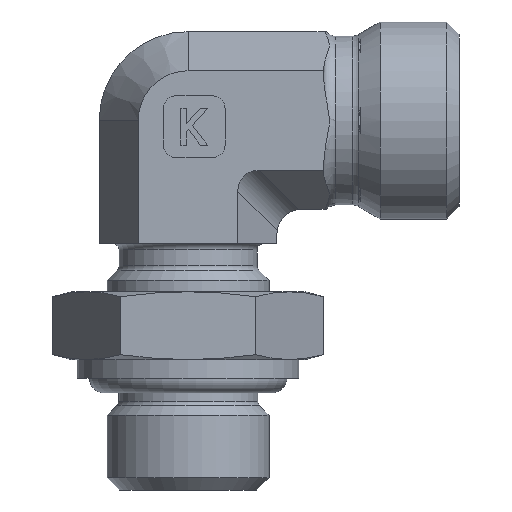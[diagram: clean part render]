
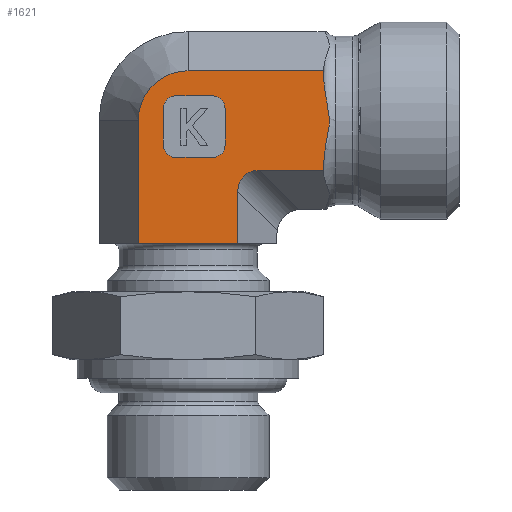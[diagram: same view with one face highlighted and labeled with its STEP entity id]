
A CAD part, left-side view. The second image highlights one B-rep face of the part: STEP entity #1621.
In plain terms, the highlighted planar face has unit normal (-1, 0, 0).
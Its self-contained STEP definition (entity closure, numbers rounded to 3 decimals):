
#526=CARTESIAN_POINT('',(-25.121,12.189,2.));
#527=VERTEX_POINT('',#526);
#528=CARTESIAN_POINT('',(-25.121,4.106,2.));
#529=VERTEX_POINT('',#528);
#530=CARTESIAN_POINT('',(-25.121,12.189,2.));
#531=DIRECTION('',(0.0,-1.0,0.0));
#532=VECTOR('',#531,8.083);
#533=LINE('',#530,#532);
#534=EDGE_CURVE('',#527,#529,#533,.T.);
#738=CARTESIAN_POINT('',(-25.121,12.189,12.));
#739=VERTEX_POINT('',#738);
#740=CARTESIAN_POINT('',(-25.121,12.189,2.));
#741=DIRECTION('',(0.0,0.0,1.0));
#742=VECTOR('',#741,10.);
#743=LINE('',#740,#742);
#744=EDGE_CURVE('',#527,#739,#743,.T.);
#944=CARTESIAN_POINT('',(-25.121,-2.852,15.553));
#945=VERTEX_POINT('',#944);
#953=CARTESIAN_POINT('',(-25.121,-2.852,8.447));
#954=VERTEX_POINT('',#953);
#955=CARTESIAN_POINT('',(-25.121,-2.852,8.447));
#956=CARTESIAN_POINT('',(-25.121,-2.852,8.846));
#957=CARTESIAN_POINT('',(-25.121,-2.911,9.322));
#958=CARTESIAN_POINT('',(-25.121,-3.102,10.431));
#959=CARTESIAN_POINT('',(-25.121,-3.325,11.273));
#960=CARTESIAN_POINT('',(-25.121,-3.325,12.727));
#961=CARTESIAN_POINT('',(-25.121,-3.102,13.569));
#962=CARTESIAN_POINT('',(-25.121,-2.911,14.678));
#963=CARTESIAN_POINT('',(-25.121,-2.852,15.154));
#964=CARTESIAN_POINT('',(-25.121,-2.852,15.553));
#965=B_SPLINE_CURVE_WITH_KNOTS('',3,(#955,#956,#957,#958,#959,#960,#961,#962,#963,#964),.UNSPECIFIED.,.F.,.U.,(4,2,2,2,4),(0.775,0.894,1.112,1.33,1.45),.UNSPECIFIED.);
#966=EDGE_CURVE('',#954,#945,#965,.T.);
#1429=CARTESIAN_POINT('',(-25.121,8.148,16.041));
#1430=VERTEX_POINT('',#1429);
#1437=CARTESIAN_POINT('',(-25.121,-2.852,16.041));
#1438=VERTEX_POINT('',#1437);
#1439=CARTESIAN_POINT('',(-25.121,8.148,16.041));
#1440=DIRECTION('',(0.0,-1.0,0.0));
#1441=VECTOR('',#1440,11.0);
#1442=LINE('',#1439,#1441);
#1443=EDGE_CURVE('',#1430,#1438,#1442,.T.);
#1460=CARTESIAN_POINT('',(-25.121,-2.852,7.959));
#1461=VERTEX_POINT('',#1460);
#1468=CARTESIAN_POINT('',(-25.121,2.374,7.959));
#1469=VERTEX_POINT('',#1468);
#1470=CARTESIAN_POINT('',(-25.121,2.374,7.959));
#1471=DIRECTION('',(0.0,-1.0,0.0));
#1472=VECTOR('',#1471,5.226);
#1473=LINE('',#1470,#1472);
#1474=EDGE_CURVE('',#1469,#1461,#1473,.T.);
#1505=CARTESIAN_POINT('',(-25.121,4.106,0.0));
#1506=DIRECTION('',(-1.0,0.0,0.0));
#1507=DIRECTION('',(0.0,0.0,1.0));
#1508=AXIS2_PLACEMENT_3D('',#1505,#1506,#1507);
#1509=PLANE('',#1508);
#1510=ORIENTED_EDGE('',*,*,#534,.T.);
#1511=CARTESIAN_POINT('',(-25.121,4.106,6.226));
#1512=VERTEX_POINT('',#1511);
#1513=CARTESIAN_POINT('',(-25.121,4.106,2.));
#1514=DIRECTION('',(0.0,0.0,1.0));
#1515=VECTOR('',#1514,4.226);
#1516=LINE('',#1513,#1515);
#1517=EDGE_CURVE('',#529,#1512,#1516,.T.);
#1518=ORIENTED_EDGE('',*,*,#1517,.T.);
#1519=CARTESIAN_POINT('',(-25.121,1.797,5.649));
#1520=DIRECTION('',(-1.0,0.0,0.0));
#1521=DIRECTION('',(0.0,0.707,0.707));
#1522=AXIS2_PLACEMENT_3D('',#1519,#1520,#1521);
#1523=ELLIPSE('',#1522,2.582,2.0);
#1524=EDGE_CURVE('',#1469,#1512,#1523,.T.);
#1525=ORIENTED_EDGE('',*,*,#1524,.F.);
#1526=ORIENTED_EDGE('',*,*,#1474,.T.);
#1527=CARTESIAN_POINT('',(-25.121,-2.852,7.959));
#1528=DIRECTION('',(0.0,0.0,1.0));
#1529=VECTOR('',#1528,0.489);
#1530=LINE('',#1527,#1529);
#1531=EDGE_CURVE('',#1461,#954,#1530,.T.);
#1532=ORIENTED_EDGE('',*,*,#1531,.T.);
#1533=ORIENTED_EDGE('',*,*,#966,.T.);
#1534=CARTESIAN_POINT('',(-25.121,-2.852,15.553));
#1535=DIRECTION('',(0.0,0.0,1.0));
#1536=VECTOR('',#1535,0.489);
#1537=LINE('',#1534,#1536);
#1538=EDGE_CURVE('',#945,#1438,#1537,.T.);
#1539=ORIENTED_EDGE('',*,*,#1538,.T.);
#1540=ORIENTED_EDGE('',*,*,#1443,.F.);
#1541=CARTESIAN_POINT('',(-25.121,8.148,12.));
#1542=DIRECTION('',(-1.0,0.0,0.0));
#1543=DIRECTION('',(0.0,0.0,1.0));
#1544=AXIS2_PLACEMENT_3D('',#1541,#1542,#1543);
#1545=CIRCLE('',#1544,4.041);
#1546=EDGE_CURVE('',#1430,#739,#1545,.T.);
#1547=ORIENTED_EDGE('',*,*,#1546,.T.);
#1548=ORIENTED_EDGE('',*,*,#744,.F.);
#1549=EDGE_LOOP('',(#1510,#1518,#1525,#1526,#1532,#1533,#1539,#1540,#1547,#1548));
#1550=FACE_OUTER_BOUND('',#1549,.T.);
#1551=CARTESIAN_POINT('',(-25.121,6.148,9.));
#1552=VERTEX_POINT('',#1551);
#1553=CARTESIAN_POINT('',(-25.121,9.148,9.));
#1554=VERTEX_POINT('',#1553);
#1555=CARTESIAN_POINT('',(-25.121,6.148,9.));
#1556=DIRECTION('',(0.0,1.0,0.0));
#1557=VECTOR('',#1556,3.0);
#1558=LINE('',#1555,#1557);
#1559=EDGE_CURVE('',#1552,#1554,#1558,.T.);
#1560=ORIENTED_EDGE('',*,*,#1559,.T.);
#1561=CARTESIAN_POINT('',(-25.121,10.148,10.));
#1562=VERTEX_POINT('',#1561);
#1563=CARTESIAN_POINT('',(-25.121,9.148,10.));
#1564=DIRECTION('',(-1.0,0.0,0.0));
#1565=DIRECTION('',(0.0,0.707,-0.707));
#1566=AXIS2_PLACEMENT_3D('',#1563,#1564,#1565);
#1567=CIRCLE('',#1566,1.0);
#1568=EDGE_CURVE('',#1562,#1554,#1567,.T.);
#1569=ORIENTED_EDGE('',*,*,#1568,.F.);
#1570=CARTESIAN_POINT('',(-25.121,10.148,13.));
#1571=VERTEX_POINT('',#1570);
#1572=CARTESIAN_POINT('',(-25.121,10.148,10.));
#1573=DIRECTION('',(0.0,0.0,1.0));
#1574=VECTOR('',#1573,3.0);
#1575=LINE('',#1572,#1574);
#1576=EDGE_CURVE('',#1562,#1571,#1575,.T.);
#1577=ORIENTED_EDGE('',*,*,#1576,.T.);
#1578=CARTESIAN_POINT('',(-25.121,9.148,14.));
#1579=VERTEX_POINT('',#1578);
#1580=CARTESIAN_POINT('',(-25.121,9.148,13.));
#1581=DIRECTION('',(-1.0,0.0,0.0));
#1582=DIRECTION('',(0.0,0.707,0.707));
#1583=AXIS2_PLACEMENT_3D('',#1580,#1581,#1582);
#1584=CIRCLE('',#1583,1.0);
#1585=EDGE_CURVE('',#1579,#1571,#1584,.T.);
#1586=ORIENTED_EDGE('',*,*,#1585,.F.);
#1587=CARTESIAN_POINT('',(-25.121,6.148,14.));
#1588=VERTEX_POINT('',#1587);
#1589=CARTESIAN_POINT('',(-25.121,9.148,14.));
#1590=DIRECTION('',(0.0,-1.0,0.0));
#1591=VECTOR('',#1590,3.);
#1592=LINE('',#1589,#1591);
#1593=EDGE_CURVE('',#1579,#1588,#1592,.T.);
#1594=ORIENTED_EDGE('',*,*,#1593,.T.);
#1595=CARTESIAN_POINT('',(-25.121,5.148,13.));
#1596=VERTEX_POINT('',#1595);
#1597=CARTESIAN_POINT('',(-25.121,6.148,13.));
#1598=DIRECTION('',(-1.0,0.0,0.0));
#1599=DIRECTION('',(0.0,-0.707,0.707));
#1600=AXIS2_PLACEMENT_3D('',#1597,#1598,#1599);
#1601=CIRCLE('',#1600,1.0);
#1602=EDGE_CURVE('',#1596,#1588,#1601,.T.);
#1603=ORIENTED_EDGE('',*,*,#1602,.F.);
#1604=CARTESIAN_POINT('',(-25.121,5.148,10.));
#1605=VERTEX_POINT('',#1604);
#1606=CARTESIAN_POINT('',(-25.121,5.148,13.));
#1607=DIRECTION('',(0.0,0.0,-1.0));
#1608=VECTOR('',#1607,3.);
#1609=LINE('',#1606,#1608);
#1610=EDGE_CURVE('',#1596,#1605,#1609,.T.);
#1611=ORIENTED_EDGE('',*,*,#1610,.T.);
#1612=CARTESIAN_POINT('',(-25.121,6.148,10.));
#1613=DIRECTION('',(-1.0,0.0,0.0));
#1614=DIRECTION('',(0.0,-0.707,-0.707));
#1615=AXIS2_PLACEMENT_3D('',#1612,#1613,#1614);
#1616=CIRCLE('',#1615,1.0);
#1617=EDGE_CURVE('',#1552,#1605,#1616,.T.);
#1618=ORIENTED_EDGE('',*,*,#1617,.F.);
#1619=EDGE_LOOP('',(#1560,#1569,#1577,#1586,#1594,#1603,#1611,#1618));
#1620=FACE_BOUND('',#1619,.T.);
#1621=ADVANCED_FACE('',(#1550,#1620),#1509,.T.);
